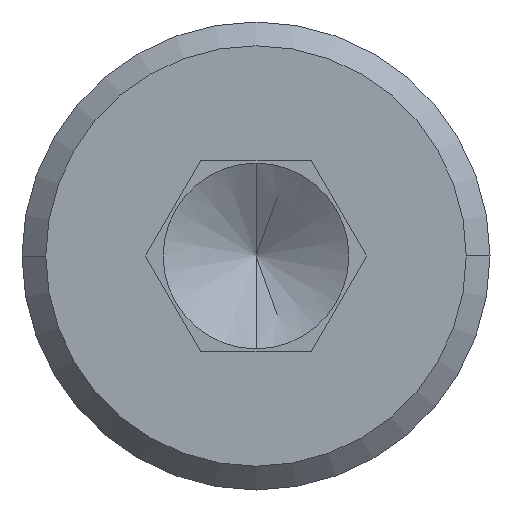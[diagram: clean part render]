
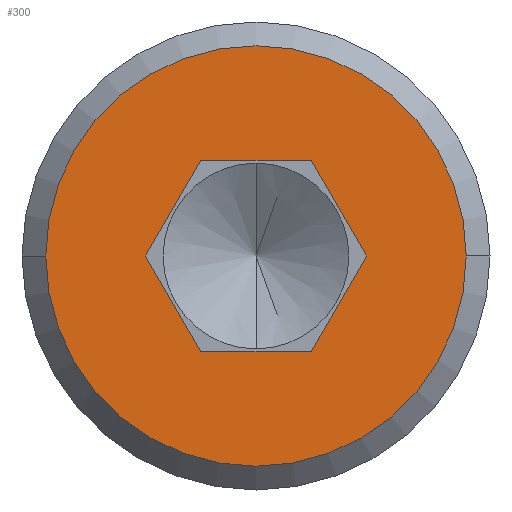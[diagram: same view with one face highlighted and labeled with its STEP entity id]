
A CAD part, left-side view. The second image highlights one B-rep face of the part: STEP entity #300.
In plain terms, the highlighted planar face has unit normal (-1, 0, 0).
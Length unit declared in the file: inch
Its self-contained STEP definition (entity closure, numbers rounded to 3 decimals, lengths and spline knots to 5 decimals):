
#5 = VERTEX_POINT ( 'NONE', #256 ) ;
#8 = DIRECTION ( 'NONE',  ( 0., 0.5, 0.866 ) ) ;
#15 = DIRECTION ( 'NONE',  ( -1., 0., 0. ) ) ;
#22 = LINE ( 'NONE', #575, #62 ) ;
#25 = VERTEX_POINT ( 'NONE', #632 ) ;
#31 = VERTEX_POINT ( 'NONE', #339 ) ;
#62 = VECTOR ( 'NONE', #972, 39.37008 ) ;
#69 = DIRECTION ( 'NONE',  ( -1., 0., 0. ) ) ;
#71 = EDGE_CURVE ( 'NONE', #25, #659, #967, .T. ) ;
#73 = CARTESIAN_POINT ( 'NONE',  ( 0., -0.17685, 0. ) ) ;
#79 = AXIS2_PLACEMENT_3D ( 'NONE', #452, #15, #758 ) ;
#90 = PLANE ( 'NONE',  #79 ) ;
#95 = FACE_OUTER_BOUND ( 'NONE', #234, .T. ) ;
#126 = VERTEX_POINT ( 'NONE', #511 ) ;
#129 = DIRECTION ( 'NONE',  ( 0., 1., 0. ) ) ;
#137 = VECTOR ( 'NONE', #129, 39.37008 ) ;
#155 = CARTESIAN_POINT ( 'NONE',  ( 0., -0.09295, 0. ) ) ;
#185 = VECTOR ( 'NONE', #538, 39.37008 ) ;
#191 = EDGE_CURVE ( 'NONE', #655, #25, #918, .T. ) ;
#234 = EDGE_LOOP ( 'NONE', ( #274, #811 ) ) ;
#254 = EDGE_CURVE ( 'NONE', #126, #655, #935, .T. ) ;
#256 = CARTESIAN_POINT ( 'NONE',  ( 0., 0.04648, -0.0805 ) ) ;
#264 = DIRECTION ( 'NONE',  ( -1., 0., 0. ) ) ;
#265 = DIRECTION ( 'NONE',  ( 0., 0.5, -0.866 ) ) ;
#274 = ORIENTED_EDGE ( 'NONE', *, *, #607, .T. ) ;
#300 = ADVANCED_FACE ( 'NONE', ( #95, #302 ), #90, .T. ) ;
#302 = FACE_BOUND ( 'NONE', #340, .T. ) ;
#315 = VECTOR ( 'NONE', #8, 39.37008 ) ;
#339 = CARTESIAN_POINT ( 'NONE',  ( 0., 0.09295, 0. ) ) ;
#340 = EDGE_LOOP ( 'NONE', ( #799, #343, #866, #847, #936, #955 ) ) ;
#343 = ORIENTED_EDGE ( 'NONE', *, *, #402, .F. ) ;
#346 = LINE ( 'NONE', #399, #878 ) ;
#375 = EDGE_CURVE ( 'NONE', #5, #126, #643, .T. ) ;
#397 = DIRECTION ( 'NONE',  ( 0., -1., 0. ) ) ;
#399 = CARTESIAN_POINT ( 'NONE',  ( 0., 0.04648, 0.0805 ) ) ;
#402 = EDGE_CURVE ( 'NONE', #659, #31, #346, .T. ) ;
#433 = CARTESIAN_POINT ( 'NONE',  ( 0., -0.04648, 0.0805 ) ) ;
#447 = CARTESIAN_POINT ( 'NONE',  ( 0., 0.04648, 0.0805 ) ) ;
#450 = CARTESIAN_POINT ( 'NONE',  ( 0., 0.17685, 0. ) ) ;
#452 = CARTESIAN_POINT ( 'NONE',  ( 0., 0., 0. ) ) ;
#456 = CARTESIAN_POINT ( 'NONE',  ( 0., 0., 0. ) ) ;
#471 = EDGE_CURVE ( 'NONE', #31, #5, #22, .T. ) ;
#480 = CARTESIAN_POINT ( 'NONE',  ( 0., 0., 0. ) ) ;
#511 = CARTESIAN_POINT ( 'NONE',  ( 0., -0.04648, -0.0805 ) ) ;
#538 = DIRECTION ( 'NONE',  ( 0., -0.5, 0.866 ) ) ;
#571 = VERTEX_POINT ( 'NONE', #73 ) ;
#575 = CARTESIAN_POINT ( 'NONE',  ( 0., 0.09295, 0. ) ) ;
#607 = EDGE_CURVE ( 'NONE', #994, #571, #912, .T. ) ;
#612 = CARTESIAN_POINT ( 'NONE',  ( 0., -0.04648, -0.0805 ) ) ;
#632 = CARTESIAN_POINT ( 'NONE',  ( 0., -0.04648, 0.0805 ) ) ;
#633 = CIRCLE ( 'NONE', #665, 0.17685 ) ;
#643 = LINE ( 'NONE', #704, #730 ) ;
#655 = VERTEX_POINT ( 'NONE', #828 ) ;
#659 = VERTEX_POINT ( 'NONE', #447 ) ;
#665 = AXIS2_PLACEMENT_3D ( 'NONE', #480, #264, #397 ) ;
#704 = CARTESIAN_POINT ( 'NONE',  ( 0., 0.04648, -0.0805 ) ) ;
#725 = EDGE_CURVE ( 'NONE', #571, #994, #633, .T. ) ;
#730 = VECTOR ( 'NONE', #957, 39.37008 ) ;
#758 = DIRECTION ( 'NONE',  ( 0., -1., 0. ) ) ;
#774 = DIRECTION ( 'NONE',  ( 0., -1., 0. ) ) ;
#799 = ORIENTED_EDGE ( 'NONE', *, *, #471, .F. ) ;
#811 = ORIENTED_EDGE ( 'NONE', *, *, #725, .T. ) ;
#827 = AXIS2_PLACEMENT_3D ( 'NONE', #456, #69, #774 ) ;
#828 = CARTESIAN_POINT ( 'NONE',  ( 0., -0.09295, 0. ) ) ;
#847 = ORIENTED_EDGE ( 'NONE', *, *, #191, .F. ) ;
#866 = ORIENTED_EDGE ( 'NONE', *, *, #71, .F. ) ;
#878 = VECTOR ( 'NONE', #265, 39.37008 ) ;
#912 = CIRCLE ( 'NONE', #827, 0.17685 ) ;
#918 = LINE ( 'NONE', #155, #315 ) ;
#935 = LINE ( 'NONE', #612, #185 ) ;
#936 = ORIENTED_EDGE ( 'NONE', *, *, #254, .F. ) ;
#955 = ORIENTED_EDGE ( 'NONE', *, *, #375, .F. ) ;
#957 = DIRECTION ( 'NONE',  ( 0., -1., 0. ) ) ;
#967 = LINE ( 'NONE', #433, #137 ) ;
#972 = DIRECTION ( 'NONE',  ( 0., -0.5, -0.866 ) ) ;
#994 = VERTEX_POINT ( 'NONE', #450 ) ;
